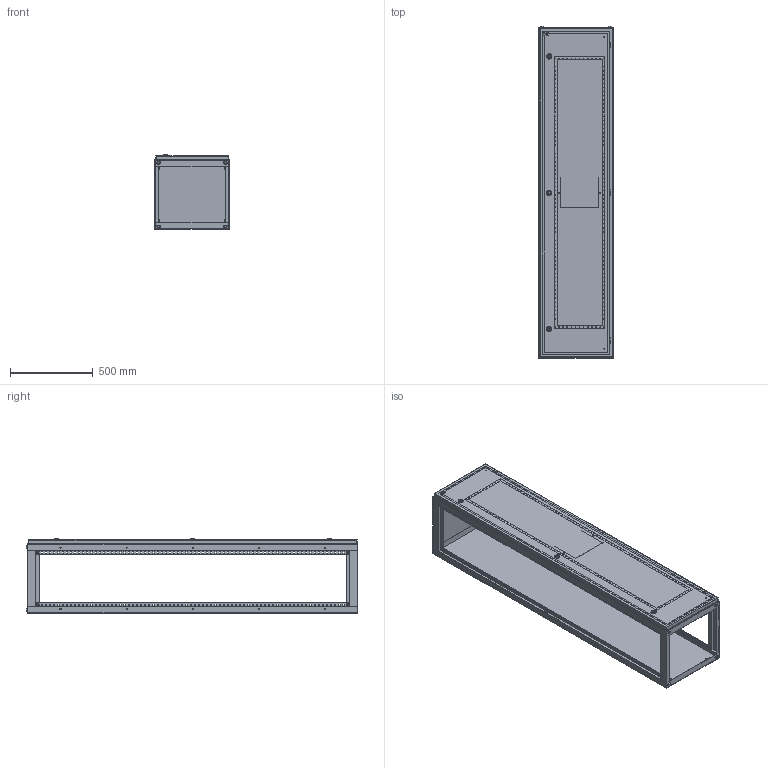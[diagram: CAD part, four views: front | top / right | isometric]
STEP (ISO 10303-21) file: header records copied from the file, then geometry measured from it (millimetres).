
FILE_DESCRIPTION (( 'STEP AP203' ), '1' );
FILE_NAME ('YKM50-2000-450-450-54 ÂÐÓ ñáîðíûé êîðïóñ 2000õ450õ450 IP54 SMART.STEP', '2021-01-27T12:53:42', ( '' ), ( '' ), 'SwSTEP 2.0', 'SolidWorks 2017', '' );
FILE_SCHEMA (( 'CONFIG_CONTROL_DESIGN' ));
Products named in the file (3): YKM50-2000-450-450-54 ÂÐÓ ñáîðíûé êîðïóñ 2000õ450õ450 IP54 SMART; Äâåðü äëÿ ÂÐÓ-1 2000õ450 IP54; Êàðêàñ ÂÐÓ 2000õ450õ450
Assembly tree (2 placements, depth 2):
  YKM50-2000-450-450-54 ÂÐÓ ñáîðíûé êîðïóñ 2000õ450õ450 IP54 SMART
    Êàðêàñ ÂÐÓ 2000õ450õ450
    Äâåðü äëÿ ÂÐÓ-1 2000õ450 IP54
Bounding box: 450 x 2008 x 450.5 mm (x, y, z)
Volume: 5685296.2 mm3; surface area: 6496916.9 mm2
Topology: 36 solids, 40 shells, 3294 faces, 8534 edges, 5470 vertices
Faces by surface type: plane 2203, cylinder 742, cone 194, bspline 61, sphere 56, torus 38
Entity records: 102763 total; most frequent: CARTESIAN_POINT 20646, ORIENTED_EDGE 16940, DIRECTION 16119, EDGE_CURVE 8470, VECTOR 6185, LINE 6185, VERTEX_POINT 5470, AXIS2_PLACEMENT_3D 4967
